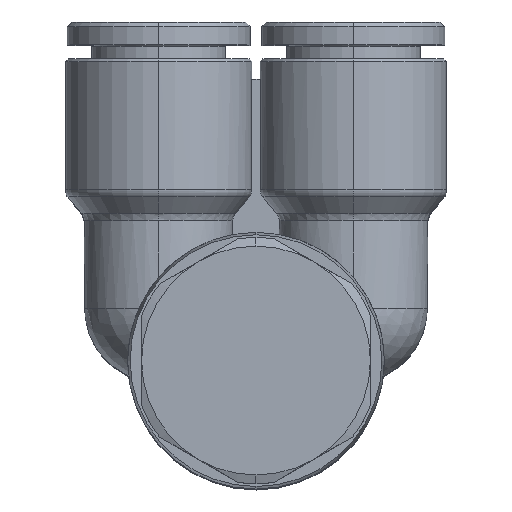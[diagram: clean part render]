
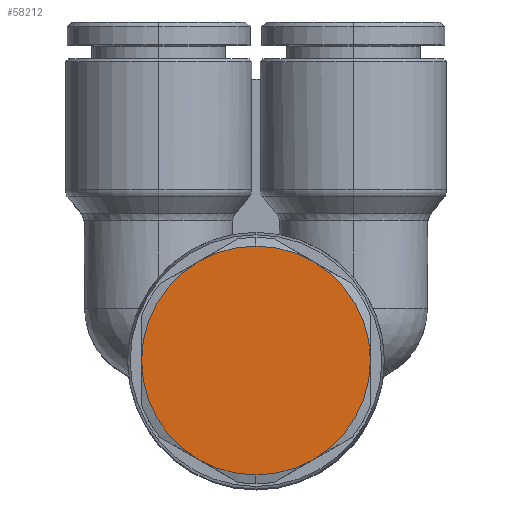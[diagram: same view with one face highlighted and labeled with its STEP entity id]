
A CAD part, top view. The second image highlights one B-rep face of the part: STEP entity #58212.
In plain terms, the highlighted planar face has unit normal (0, 0, 1).
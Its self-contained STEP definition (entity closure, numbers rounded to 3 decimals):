
#2032=CARTESIAN_POINT('',(15.6,8.5,14.5));
#2033=VERTEX_POINT('',#2032);
#2042=CARTESIAN_POINT('',(14.26,3.5,14.5));
#2043=VERTEX_POINT('',#2042);
#2044=CARTESIAN_POINT('',(5.6,8.5,14.5));
#2045=DIRECTION('',(0.0,0.0,1.0));
#2046=DIRECTION('',(-1.0,0.0,0.0));
#2047=AXIS2_PLACEMENT_3D('',#2044,#2045,#2046);
#2048=CIRCLE('',#2047,10.);
#2049=EDGE_CURVE('',#2043,#2033,#2048,.T.);
#2083=CARTESIAN_POINT('',(-4.4,8.5,14.5));
#2084=VERTEX_POINT('',#2083);
#2100=CARTESIAN_POINT('',(-3.06,3.5,14.5));
#2101=VERTEX_POINT('',#2100);
#2115=CARTESIAN_POINT('',(5.6,8.5,14.5));
#2116=DIRECTION('',(0.0,0.0,1.0));
#2117=DIRECTION('',(-1.0,0.0,0.0));
#2118=AXIS2_PLACEMENT_3D('',#2115,#2116,#2117);
#2119=CIRCLE('',#2118,10.);
#2120=EDGE_CURVE('',#2084,#2101,#2119,.T.);
#57775=CARTESIAN_POINT('',(14.26,13.5,14.5));
#57776=VERTEX_POINT('',#57775);
#57849=CARTESIAN_POINT('',(5.6,-1.5,14.5));
#57850=VERTEX_POINT('',#57849);
#57893=CARTESIAN_POINT('',(-3.06,13.5,14.5));
#57894=VERTEX_POINT('',#57893);
#57895=CARTESIAN_POINT('',(5.6,8.5,14.5));
#57896=DIRECTION('',(0.0,0.0,1.0));
#57897=DIRECTION('',(-1.0,0.0,0.0));
#57898=AXIS2_PLACEMENT_3D('',#57895,#57896,#57897);
#57899=CIRCLE('',#57898,10.);
#57900=EDGE_CURVE('',#57894,#2084,#57899,.T.);
#57968=CARTESIAN_POINT('',(5.6,18.5,14.5));
#57969=VERTEX_POINT('',#57968);
#57970=CARTESIAN_POINT('',(5.6,8.5,14.5));
#57971=DIRECTION('',(0.0,0.0,1.0));
#57972=DIRECTION('',(-1.0,0.0,0.0));
#57973=AXIS2_PLACEMENT_3D('',#57970,#57971,#57972);
#57974=CIRCLE('',#57973,10.);
#57975=EDGE_CURVE('',#57969,#57894,#57974,.T.);
#58012=CARTESIAN_POINT('',(5.6,8.5,14.5));
#58013=DIRECTION('',(0.0,0.0,1.0));
#58014=DIRECTION('',(-1.0,0.0,0.0));
#58015=AXIS2_PLACEMENT_3D('',#58012,#58013,#58014);
#58016=CIRCLE('',#58015,10.);
#58017=EDGE_CURVE('',#57776,#57969,#58016,.T.);
#58031=CARTESIAN_POINT('',(5.6,8.5,14.5));
#58032=DIRECTION('',(0.0,0.0,1.0));
#58033=DIRECTION('',(-1.0,0.0,0.0));
#58034=AXIS2_PLACEMENT_3D('',#58031,#58032,#58033);
#58035=CIRCLE('',#58034,10.);
#58036=EDGE_CURVE('',#2033,#57776,#58035,.T.);
#58048=CARTESIAN_POINT('',(5.6,8.5,14.5));
#58049=DIRECTION('',(0.0,0.0,1.0));
#58050=DIRECTION('',(-1.0,0.0,0.0));
#58051=AXIS2_PLACEMENT_3D('',#58048,#58049,#58050);
#58052=CIRCLE('',#58051,10.);
#58053=EDGE_CURVE('',#57850,#2043,#58052,.T.);
#58066=CARTESIAN_POINT('',(5.6,8.5,14.5));
#58067=DIRECTION('',(0.0,0.0,1.0));
#58068=DIRECTION('',(-1.0,0.0,0.0));
#58069=AXIS2_PLACEMENT_3D('',#58066,#58067,#58068);
#58070=CIRCLE('',#58069,10.);
#58071=EDGE_CURVE('',#2101,#57850,#58070,.T.);
#58197=CARTESIAN_POINT('',(1.05,8.5,14.5));
#58198=DIRECTION('',(0.0,0.0,1.0));
#58199=DIRECTION('',(-1.0,0.0,0.0));
#58200=AXIS2_PLACEMENT_3D('',#58197,#58198,#58199);
#58201=PLANE('',#58200);
#58202=ORIENTED_EDGE('',*,*,#58071,.T.);
#58203=ORIENTED_EDGE('',*,*,#58053,.T.);
#58204=ORIENTED_EDGE('',*,*,#2049,.T.);
#58205=ORIENTED_EDGE('',*,*,#58036,.T.);
#58206=ORIENTED_EDGE('',*,*,#58017,.T.);
#58207=ORIENTED_EDGE('',*,*,#57975,.T.);
#58208=ORIENTED_EDGE('',*,*,#57900,.T.);
#58209=ORIENTED_EDGE('',*,*,#2120,.T.);
#58210=EDGE_LOOP('',(#58202,#58203,#58204,#58205,#58206,#58207,#58208,#58209));
#58211=FACE_OUTER_BOUND('',#58210,.T.);
#58212=ADVANCED_FACE('',(#58211),#58201,.T.);
